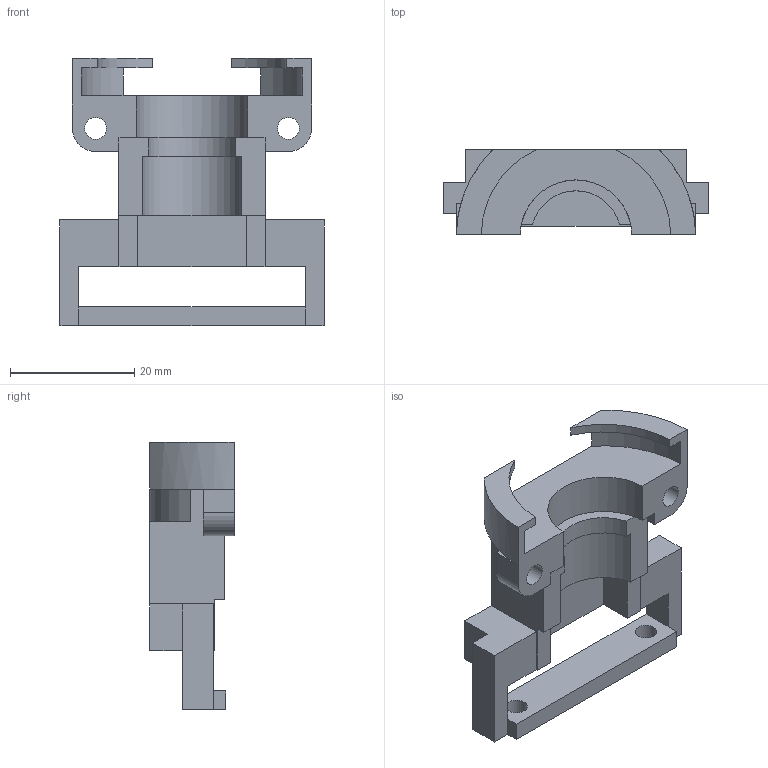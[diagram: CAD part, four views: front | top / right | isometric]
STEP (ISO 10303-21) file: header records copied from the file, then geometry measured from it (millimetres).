
FILE_DESCRIPTION(/* description */ (''),/* implementation_level */ '2;1');
FILE_NAME(/* name */ 'Fisheyelens_mount2.step',/* time_stamp */ '2025-07-15T14:27:16+09:00',/* author */ (''),/* organization */ (''),/* preprocessor_version */ 'ST-DEVELOPER v20.1',/* originating_system */ 'Autodesk Translation Framework v14.10.0.0',/* authorisation */ '');
FILE_SCHEMA (('AUTOMOTIVE_DESIGN { 1 0 10303 214 3 1 1 }'));
Length unit declared in the file: millimetre
Products named in the file (1): レンズ下13
Bounding box: 42.5 x 13.6 x 43 mm (x, y, z)
Volume: 8207.1 mm3; surface area: 5570.1 mm2
Topology: 1 solids, 1 shells, 70 faces, 200 edges, 130 vertices
Faces by surface type: plane 54, cylinder 16
Full cylindrical faces by diameter (mm): 3.5 x4
Entity records: 2315 total; most frequent: CARTESIAN_POINT 401, ORIENTED_EDGE 400, DIRECTION 380, EDGE_CURVE 200, LINE 162, VECTOR 162, VERTEX_POINT 130, AXIS2_PLACEMENT_3D 109
